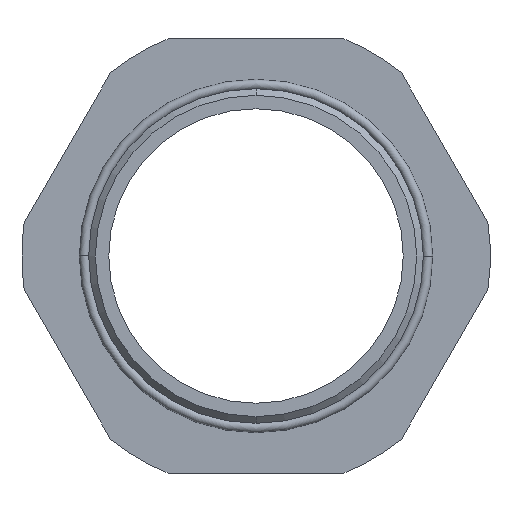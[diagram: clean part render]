
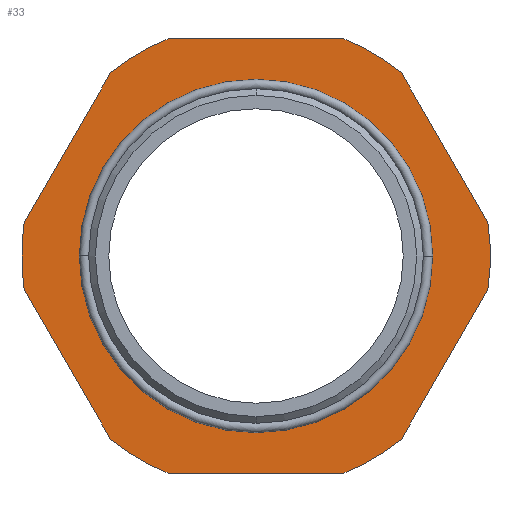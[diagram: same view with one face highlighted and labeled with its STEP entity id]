
A CAD part, front view. The second image highlights one B-rep face of the part: STEP entity #33.
In plain terms, the highlighted planar face has unit normal (0, -1, 0).
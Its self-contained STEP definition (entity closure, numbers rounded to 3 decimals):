
#33 = ADVANCED_FACE ( 'NONE', ( #674, #664 ), #1206, .T. ) ;
#96 = VECTOR ( 'NONE', #498, 1000. ) ;
#125 = AXIS2_PLACEMENT_3D ( 'NONE', #432, #433, #434 ) ;
#127 = VECTOR ( 'NONE', #426, 1000. ) ;
#129 = VECTOR ( 'NONE', #423, 1000. ) ;
#131 = VECTOR ( 'NONE', #414, 1000. ) ;
#133 = AXIS2_PLACEMENT_3D ( 'NONE', #411, #415, #416 ) ;
#134 = AXIS2_PLACEMENT_3D ( 'NONE', #417, #418, #419 ) ;
#137 = AXIS2_PLACEMENT_3D ( 'NONE', #402, #406, #407 ) ;
#139 = VECTOR ( 'NONE', #393, 1000. ) ;
#140 = AXIS2_PLACEMENT_3D ( 'NONE', #420, #427, #428 ) ;
#141 = VECTOR ( 'NONE', #390, 1000. ) ;
#142 = AXIS2_PLACEMENT_3D ( 'NONE', #387, #394, #395 ) ;
#145 = AXIS2_PLACEMENT_3D ( 'NONE', #378, #385, #386 ) ;
#148 = AXIS2_PLACEMENT_3D ( 'NONE', #399, #400, #401 ) ;
#289 = CARTESIAN_POINT ( 'NONE',  ( 34.641, -1.5, 5. ) ) ;
#290 = CARTESIAN_POINT ( 'NONE',  ( 34.641, -1.5, -5. ) ) ;
#291 = CARTESIAN_POINT ( 'NONE',  ( 21.651, -1.5, -27.5 ) ) ;
#292 = CARTESIAN_POINT ( 'NONE',  ( 12.99, -1.5, -32.5 ) ) ;
#293 = CARTESIAN_POINT ( 'NONE',  ( -12.99, -1.5, -32.5 ) ) ;
#294 = CARTESIAN_POINT ( 'NONE',  ( -21.651, -1.5, -27.5 ) ) ;
#295 = CARTESIAN_POINT ( 'NONE',  ( -34.641, -1.5, -5. ) ) ;
#296 = CARTESIAN_POINT ( 'NONE',  ( -34.641, -1.5, 5. ) ) ;
#297 = CARTESIAN_POINT ( 'NONE',  ( -21.651, -1.5, 27.5 ) ) ;
#298 = CARTESIAN_POINT ( 'NONE',  ( -12.99, -1.5, 32.5 ) ) ;
#299 = CARTESIAN_POINT ( 'NONE',  ( 21.651, -1.5, 27.5 ) ) ;
#300 = CARTESIAN_POINT ( 'NONE',  ( 12.99, -1.5, 32.5 ) ) ;
#321 = CARTESIAN_POINT ( 'NONE',  ( -26.024, -1.5, 0. ) ) ;
#324 = CARTESIAN_POINT ( 'NONE',  ( 26.024, -1.5, 0. ) ) ;
#378 = CARTESIAN_POINT ( 'NONE',  ( 0., -1.5, 0. ) ) ;
#385 = DIRECTION ( 'NONE',  ( 0., 1., 0. ) ) ;
#386 = DIRECTION ( 'NONE',  ( 0., 0., 1. ) ) ;
#387 = CARTESIAN_POINT ( 'NONE',  ( 0., -1.5, 0. ) ) ;
#388 = LINE ( 'NONE', #389, #141 ) ;
#389 = CARTESIAN_POINT ( 'NONE',  ( -34.396, -1.5, -5.425 ) ) ;
#390 = DIRECTION ( 'NONE',  ( 0.5, 0., -0.866 ) ) ;
#391 = LINE ( 'NONE', #392, #139 ) ;
#392 = CARTESIAN_POINT ( 'NONE',  ( -34.396, -1.5, 5.425 ) ) ;
#393 = DIRECTION ( 'NONE',  ( -0.5, 0., -0.866 ) ) ;
#394 = DIRECTION ( 'NONE',  ( 0., -1., 0. ) ) ;
#395 = DIRECTION ( 'NONE',  ( 0., 0., -1. ) ) ;
#399 = CARTESIAN_POINT ( 'NONE',  ( 0., -1.5, 0. ) ) ;
#400 = DIRECTION ( 'NONE',  ( 0., 1., 0. ) ) ;
#401 = DIRECTION ( 'NONE',  ( 0., 0., 1. ) ) ;
#402 = CARTESIAN_POINT ( 'NONE',  ( 0., -1.5, 0. ) ) ;
#406 = DIRECTION ( 'NONE',  ( 0., 1., 0. ) ) ;
#407 = DIRECTION ( 'NONE',  ( 0., 0., 1. ) ) ;
#411 = CARTESIAN_POINT ( 'NONE',  ( 0., -1.5, 0. ) ) ;
#412 = LINE ( 'NONE', #413, #131 ) ;
#413 = CARTESIAN_POINT ( 'NONE',  ( -25., -1.5, -32.5 ) ) ;
#414 = DIRECTION ( 'NONE',  ( 1., 0., 0. ) ) ;
#415 = DIRECTION ( 'NONE',  ( 0., 1., 0. ) ) ;
#416 = DIRECTION ( 'NONE',  ( 0., 0., 1. ) ) ;
#417 = CARTESIAN_POINT ( 'NONE',  ( 0., -1.5, 0. ) ) ;
#418 = DIRECTION ( 'NONE',  ( 0., 1., 0. ) ) ;
#419 = DIRECTION ( 'NONE',  ( 0., 0., 1. ) ) ;
#420 = CARTESIAN_POINT ( 'NONE',  ( 0., -1.5, 0. ) ) ;
#421 = LINE ( 'NONE', #422, #129 ) ;
#422 = CARTESIAN_POINT ( 'NONE',  ( 21.896, -1.5, 27.075 ) ) ;
#423 = DIRECTION ( 'NONE',  ( -0.5, 0., 0.866 ) ) ;
#424 = LINE ( 'NONE', #425, #127 ) ;
#425 = CARTESIAN_POINT ( 'NONE',  ( 21.896, -1.5, -27.075 ) ) ;
#426 = DIRECTION ( 'NONE',  ( 0.5, 0., 0.866 ) ) ;
#427 = DIRECTION ( 'NONE',  ( 0., 1., 0. ) ) ;
#428 = DIRECTION ( 'NONE',  ( 0., 0., 1. ) ) ;
#432 = CARTESIAN_POINT ( 'NONE',  ( 0., -1.5, 0. ) ) ;
#433 = DIRECTION ( 'NONE',  ( 0., -1., 0. ) ) ;
#434 = DIRECTION ( 'NONE',  ( 0., 0., -1. ) ) ;
#496 = LINE ( 'NONE', #497, #96 ) ;
#497 = CARTESIAN_POINT ( 'NONE',  ( -25., -1.5, 32.5 ) ) ;
#498 = DIRECTION ( 'NONE',  ( -1., 0., 0. ) ) ;
#522 = EDGE_CURVE ( 'NONE', #1007, #1008, #568, .T. ) ;
#524 = EDGE_CURVE ( 'NONE', #1005, #1004, #388, .T. ) ;
#528 = EDGE_CURVE ( 'NONE', #1007, #1006, #391, .T. ) ;
#532 = EDGE_CURVE ( 'NONE', #1085, #1088, #569, .T. ) ;
#534 = EDGE_CURVE ( 'NONE', #1005, #1006, #567, .T. ) ;
#541 = EDGE_CURVE ( 'NONE', #1010, #1009, #566, .T. ) ;
#560 = CIRCLE ( 'NONE', #125, 26.024 ) ;
#562 = CIRCLE ( 'NONE', #140, 35. ) ;
#563 = CIRCLE ( 'NONE', #134, 35. ) ;
#564 = CIRCLE ( 'NONE', #133, 35. ) ;
#566 = CIRCLE ( 'NONE', #137, 35. ) ;
#567 = CIRCLE ( 'NONE', #148, 35. ) ;
#568 = CIRCLE ( 'NONE', #145, 35. ) ;
#569 = CIRCLE ( 'NONE', #142, 26.024 ) ;
#601 = EDGE_CURVE ( 'NONE', #1003, #1002, #412, .T. ) ;
#602 = EDGE_CURVE ( 'NONE', #999, #1000, #564, .T. ) ;
#603 = EDGE_CURVE ( 'NONE', #1001, #1002, #563, .T. ) ;
#604 = EDGE_CURVE ( 'NONE', #999, #1009, #421, .T. ) ;
#605 = EDGE_CURVE ( 'NONE', #1001, #1000, #424, .T. ) ;
#606 = EDGE_CURVE ( 'NONE', #1003, #1004, #562, .T. ) ;
#608 = EDGE_CURVE ( 'NONE', #1088, #1085, #560, .T. ) ;
#629 = EDGE_CURVE ( 'NONE', #1010, #1008, #496, .T. ) ;
#660 = AXIS2_PLACEMENT_3D ( 'NONE', #1207, #1208, #1209 ) ;
#664 = FACE_OUTER_BOUND ( 'NONE', #958, .T. ) ;
#674 = FACE_BOUND ( 'NONE', #957, .T. ) ;
#896 = ORIENTED_EDGE ( 'NONE', *, *, #606, .F. ) ;
#897 = ORIENTED_EDGE ( 'NONE', *, *, #524, .T. ) ;
#898 = ORIENTED_EDGE ( 'NONE', *, *, #534, .F. ) ;
#899 = ORIENTED_EDGE ( 'NONE', *, *, #528, .T. ) ;
#900 = ORIENTED_EDGE ( 'NONE', *, *, #629, .T. ) ;
#901 = ORIENTED_EDGE ( 'NONE', *, *, #522, .F. ) ;
#902 = ORIENTED_EDGE ( 'NONE', *, *, #541, .F. ) ;
#903 = ORIENTED_EDGE ( 'NONE', *, *, #532, .F. ) ;
#904 = ORIENTED_EDGE ( 'NONE', *, *, #608, .F. ) ;
#957 = EDGE_LOOP ( 'NONE', ( #904, #903 ) ) ;
#958 = EDGE_LOOP ( 'NONE', ( #902, #900, #901, #899, #898, #897, #896, #1098, #1094, #1090, #1095, #1093 ) ) ;
#999 = VERTEX_POINT ( 'NONE', #289 ) ;
#1000 = VERTEX_POINT ( 'NONE', #290 ) ;
#1001 = VERTEX_POINT ( 'NONE', #291 ) ;
#1002 = VERTEX_POINT ( 'NONE', #292 ) ;
#1003 = VERTEX_POINT ( 'NONE', #293 ) ;
#1004 = VERTEX_POINT ( 'NONE', #294 ) ;
#1005 = VERTEX_POINT ( 'NONE', #295 ) ;
#1006 = VERTEX_POINT ( 'NONE', #296 ) ;
#1007 = VERTEX_POINT ( 'NONE', #297 ) ;
#1008 = VERTEX_POINT ( 'NONE', #298 ) ;
#1009 = VERTEX_POINT ( 'NONE', #299 ) ;
#1010 = VERTEX_POINT ( 'NONE', #300 ) ;
#1085 = VERTEX_POINT ( 'NONE', #321 ) ;
#1088 = VERTEX_POINT ( 'NONE', #324 ) ;
#1090 = ORIENTED_EDGE ( 'NONE', *, *, #605, .T. ) ;
#1093 = ORIENTED_EDGE ( 'NONE', *, *, #604, .T. ) ;
#1094 = ORIENTED_EDGE ( 'NONE', *, *, #603, .F. ) ;
#1095 = ORIENTED_EDGE ( 'NONE', *, *, #602, .F. ) ;
#1098 = ORIENTED_EDGE ( 'NONE', *, *, #601, .T. ) ;
#1206 = PLANE ( 'NONE',  #660 ) ;
#1207 = CARTESIAN_POINT ( 'NONE',  ( -25., -1.5, 0. ) ) ;
#1208 = DIRECTION ( 'NONE',  ( 0., -1., 0. ) ) ;
#1209 = DIRECTION ( 'NONE',  ( 0., 0., -1. ) ) ;
